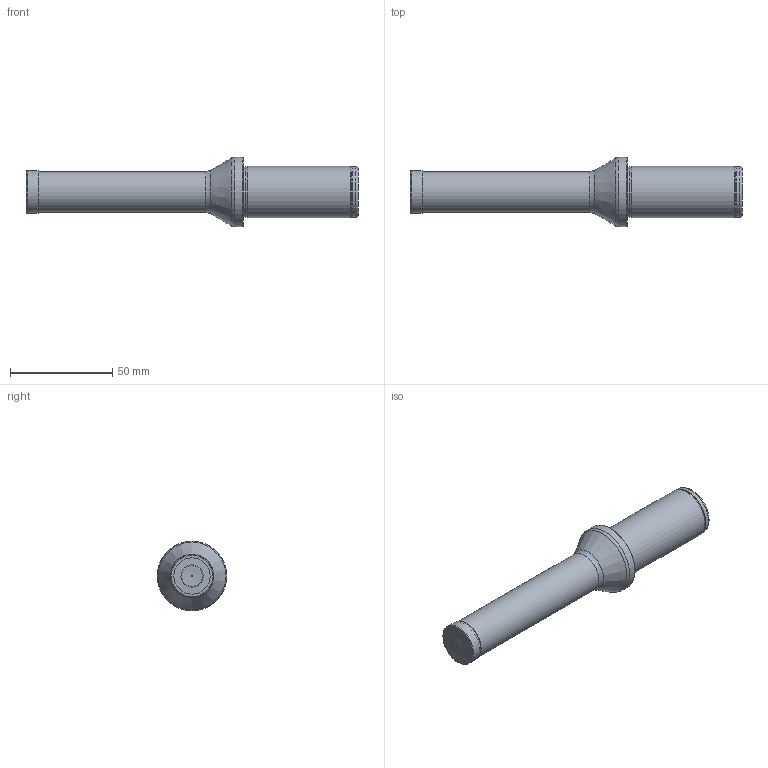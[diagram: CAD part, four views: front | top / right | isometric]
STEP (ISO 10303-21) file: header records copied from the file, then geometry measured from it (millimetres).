
FILE_DESCRIPTION(/* description */ (''),/* implementation_level */ '2;1');
FILE_NAME(/* name */ 'ATUM-21XD4-SPGT-050204-light.stp',/* time_stamp */ '2023-10-05T20:23:02+03:00',/* author */ (''),/* organization */ (''),/* preprocessor_version */ 'ST-DEVELOPER v19.4',/* originating_system */ 'SIEMENS PLM Software NX2306.3001',/* authorisation */ '');
FILE_SCHEMA (('AUTOMOTIVE_DESIGN { 1 0 10303 214 3 1 1 1 }'));
Length unit declared in the file: millimetre
Products named in the file (1): STP_ATUM-16XD4-SPGT-060204
Bounding box: 162 x 34 x 34 mm (x, y, z)
Volume: 68631.2 mm3; surface area: 13810.5 mm2
Topology: 2 solids, 2 shells, 31 faces, 63 edges, 37 vertices
Faces by surface type: torus 8, revolution 8, cylinder 5, cone 5, plane 5
Full cylindrical faces by diameter (mm): 20 x1, 24.5 x2, 25 x1, 34 x1
Entity records: 663 total; most frequent: DIRECTION 124, CARTESIAN_POINT 104, EDGE_LOOP 58, ORIENTED_EDGE 58, AXIS2_PLACEMENT_3D 56, FACE_BOUND 54, CIRCLE 32, ADVANCED_FACE 31
